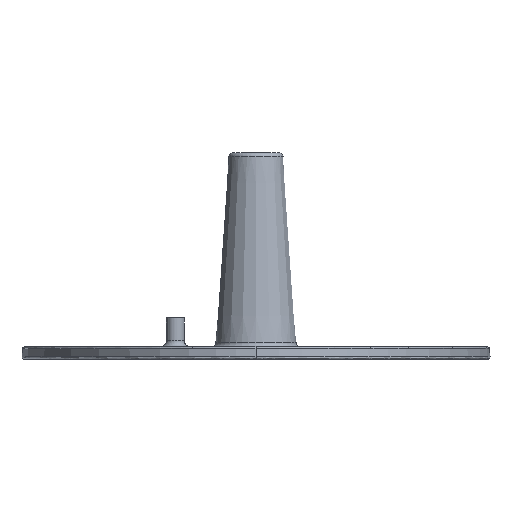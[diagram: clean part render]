
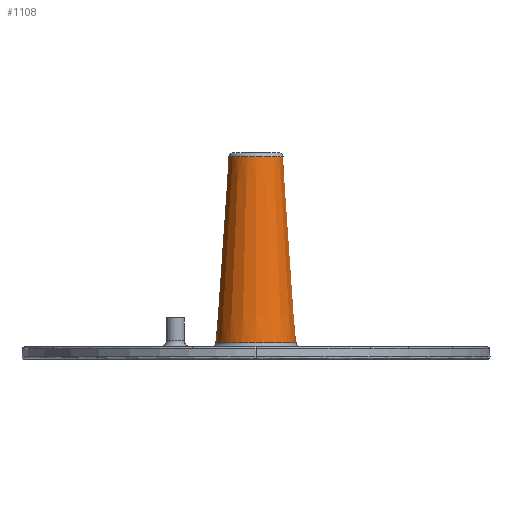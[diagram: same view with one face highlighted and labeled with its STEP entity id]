
A CAD part, left-side view. The second image highlights one B-rep face of the part: STEP entity #1108.
In plain terms, the highlighted conical face has half-angle 4 degrees and reference radius 10 mm.
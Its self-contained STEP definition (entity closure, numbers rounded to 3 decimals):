
#326 = VERTEX_POINT('',#327);
#327 = CARTESIAN_POINT('',(-60.275,0.,
    3.93));
#336 = EDGE_CURVE('',#326,#326,#337,.T.);
#337 = CIRCLE('',#338,9.725);
#338 = AXIS2_PLACEMENT_3D('',#339,#340,#341);
#339 = CARTESIAN_POINT('',(-70.,0.,3.93));
#340 = DIRECTION('',(-0.,0.,1.));
#341 = DIRECTION('',(1.,0.,0.));
#1108 = ADVANCED_FACE('',(#1109),#1127,.T.);
#1109 = FACE_BOUND('',#1110,.T.);
#1110 = EDGE_LOOP('',(#1111,#1118,#1119,#1120));
#1111 = ORIENTED_EDGE('',*,*,#1112,.F.);
#1112 = EDGE_CURVE('',#326,#1113,#1115,.T.);
#1113 = VERTEX_POINT('',#1114);
#1114 = CARTESIAN_POINT('',(-63.431,0.,
    49.07));
#1115 = B_SPLINE_CURVE_WITH_KNOTS('',1,(#1116,#1117),.UNSPECIFIED.,.F.,
  .F.,(2,2),(0.,1.),.PIECEWISE_BEZIER_KNOTS.);
#1116 = CARTESIAN_POINT('',(-60.,0.,0.));
#1117 = CARTESIAN_POINT('',(-63.496,0.,50.));
#1118 = ORIENTED_EDGE('',*,*,#336,.T.);
#1119 = ORIENTED_EDGE('',*,*,#1112,.T.);
#1120 = ORIENTED_EDGE('',*,*,#1121,.F.);
#1121 = EDGE_CURVE('',#1113,#1113,#1122,.T.);
#1122 = CIRCLE('',#1123,6.569);
#1123 = AXIS2_PLACEMENT_3D('',#1124,#1125,#1126);
#1124 = CARTESIAN_POINT('',(-70.,0.,49.07));
#1125 = DIRECTION('',(-0.,0.,1.));
#1126 = DIRECTION('',(1.,0.,0.));
#1127 = CONICAL_SURFACE('',#1128,10.,0.07);
#1128 = AXIS2_PLACEMENT_3D('',#1129,#1130,#1131);
#1129 = CARTESIAN_POINT('',(-70.,0.,0.));
#1130 = DIRECTION('',(-0.,-0.,-1.));
#1131 = DIRECTION('',(1.,0.,0.));
